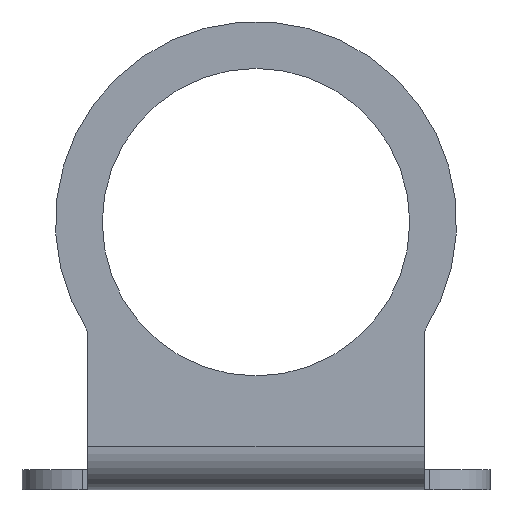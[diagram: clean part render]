
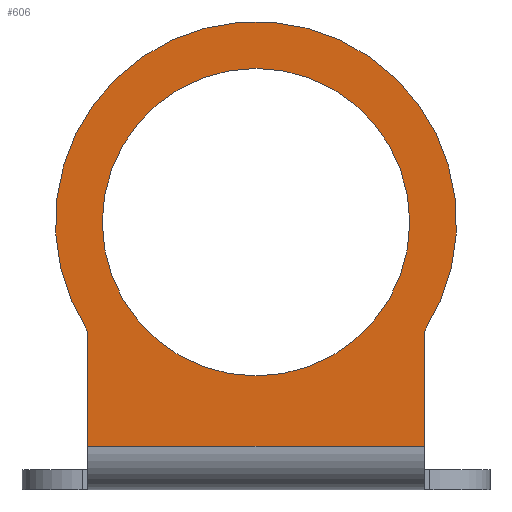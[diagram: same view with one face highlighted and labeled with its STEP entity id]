
A CAD part, front view. The second image highlights one B-rep face of the part: STEP entity #606.
In plain terms, the highlighted planar face has unit normal (0, -1, 0).
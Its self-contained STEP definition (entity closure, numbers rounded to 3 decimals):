
#36=PLANE('',#674);
#59=CIRCLE('',#675,30.);
#60=CIRCLE('',#676,23.);
#200=ORIENTED_EDGE('',*,*,#316,.T.);
#201=ORIENTED_EDGE('',*,*,#317,.F.);
#202=ORIENTED_EDGE('',*,*,#318,.F.);
#203=ORIENTED_EDGE('',*,*,#319,.F.);
#204=ORIENTED_EDGE('',*,*,#320,.T.);
#316=EDGE_CURVE('',#378,#379,#432,.T.);
#317=EDGE_CURVE('',#380,#379,#433,.T.);
#318=EDGE_CURVE('',#381,#380,#434,.T.);
#319=EDGE_CURVE('',#378,#381,#59,.T.);
#320=EDGE_CURVE('',#382,#382,#60,.T.);
#378=VERTEX_POINT('',#1040);
#379=VERTEX_POINT('',#1041);
#380=VERTEX_POINT('',#1043);
#381=VERTEX_POINT('',#1045);
#382=VERTEX_POINT('',#1048);
#432=LINE('',#1039,#486);
#433=LINE('',#1042,#487);
#434=LINE('',#1044,#488);
#486=VECTOR('',#833,1000.);
#487=VECTOR('',#834,1000.);
#488=VECTOR('',#835,1000.);
#519=EDGE_LOOP('',(#200,#201,#202,#203));
#520=EDGE_LOOP('',(#204));
#557=FACE_BOUND('',#519,.T.);
#558=FACE_BOUND('',#520,.T.);
#606=ADVANCED_FACE('',(#557,#558),#36,.F.);
#674=AXIS2_PLACEMENT_3D('',#1038,#831,#832);
#675=AXIS2_PLACEMENT_3D('',#1046,#836,#837);
#676=AXIS2_PLACEMENT_3D('',#1047,#838,#839);
#831=DIRECTION('',(0.,1.,0.));
#832=DIRECTION('',(0.,0.,1.));
#833=DIRECTION('',(0.,0.,-1.));
#834=DIRECTION('',(-1.,0.,0.));
#835=DIRECTION('',(0.,0.,-1.));
#836=DIRECTION('',(0.,1.,0.));
#837=DIRECTION('',(1.,0.,0.));
#838=DIRECTION('',(0.,1.,0.));
#839=DIRECTION('',(1.,0.,0.));
#1038=CARTESIAN_POINT('',(25.2,0.,8.));
#1039=CARTESIAN_POINT('',(-25.2,0.,8.));
#1040=CARTESIAN_POINT('',(-25.2,0.,23.722));
#1041=CARTESIAN_POINT('',(-25.2,0.,6.5));
#1042=CARTESIAN_POINT('',(25.2,0.,6.5));
#1043=CARTESIAN_POINT('',(25.2,0.,6.5));
#1044=CARTESIAN_POINT('',(25.2,0.,8.));
#1045=CARTESIAN_POINT('',(25.2,0.,23.722));
#1046=CARTESIAN_POINT('',(0.,0.,40.));
#1047=CARTESIAN_POINT('',(0.,0.,40.));
#1048=CARTESIAN_POINT('',(23.,0.,40.));
